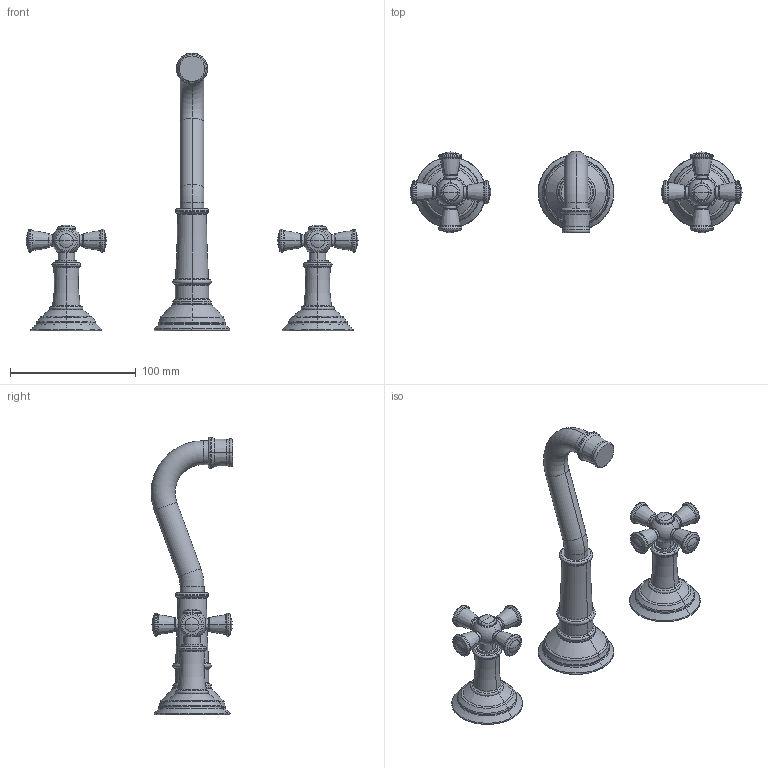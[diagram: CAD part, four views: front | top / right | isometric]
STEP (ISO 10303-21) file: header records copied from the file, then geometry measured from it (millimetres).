
FILE_DESCRIPTION((''),'2;1');
FILE_NAME('3-2461_SW0001','2020-11-25T12:47:52',('rsmith'),(''),'CREO PARAMETRIC BY PTC INC, 2018400','CREO PARAMETRIC BY PTC INC, 2018400','');
FILE_SCHEMA(('AUTOMOTIVE_DESIGN { 1 0 10303 214 1 1 1 1 }'));
Length unit declared in the file: inch
Products named in the file (1): 3-2461_SW0001
Bounding box: 264.21 x 65.04 x 221.16 mm (x, y, z)
Volume: 241431.6 mm3; surface area: 52943.6 mm2
Topology: 3 solids, 3 shells, 335 faces, 688 edges, 358 vertices
Faces by surface type: torus 200, cylinder 62, bspline 24, sphere 24, plane 19, cone 6
Entity records: 13853 total; most frequent: CARTESIAN_POINT 2011, DIRECTION 1890, ORIENTED_EDGE 1336, PRESENTATION_STYLE_ASSIGNMENT 1006, AXIS2_PLACEMENT_3D 911, STYLED_ITEM 671, CURVE_STYLE 668, EDGE_CURVE 668
